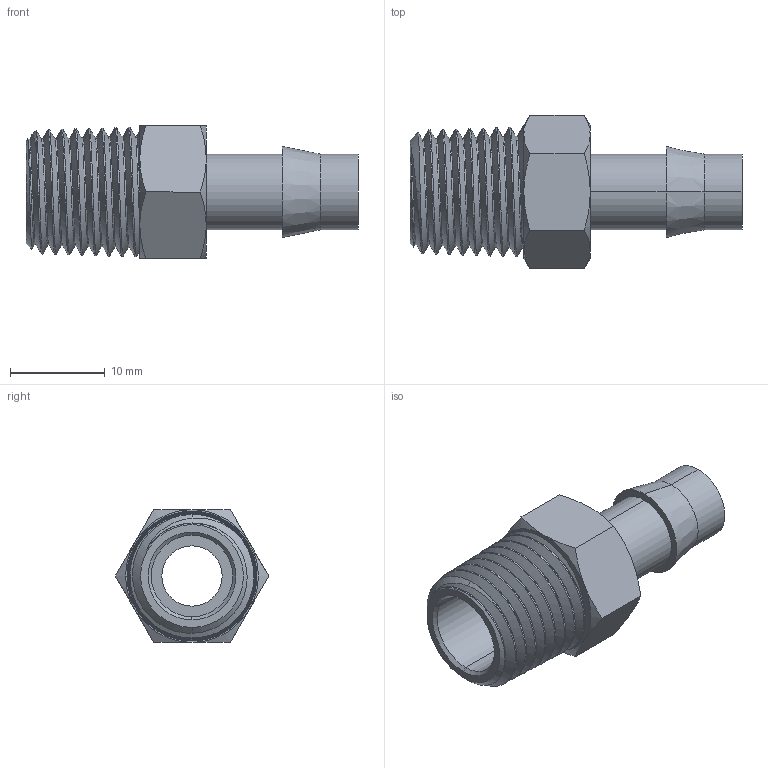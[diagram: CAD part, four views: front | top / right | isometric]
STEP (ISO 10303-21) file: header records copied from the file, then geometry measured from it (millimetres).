
FILE_DESCRIPTION (( 'STEP AP203' ), '1' );
FILE_NAME ('4406T669_Stainless Steel High-Pressure Barbed Tube Fitting.STEP', '2021-07-11T07:29:41', ( 'Administrator' ), ( 'Managed by Terraform' ), 'SwSTEP 2.0', 'SolidWorks 2017', '' );
FILE_SCHEMA (( 'CONFIG_CONTROL_DESIGN' ));
Length unit declared in the file: inch
Products named in the file (1): 4406T669_Stainless Steel High-Pressure Barbed Tube Fitting
Bounding box: 35 x 16.17 x 14 mm (x, y, z)
Volume: 1958 mm3; surface area: 2616.9 mm2
Topology: 1 solids, 1 shells, 58 faces, 220 edges, 168 vertices
Faces by surface type: cone 35, plane 12, cylinder 8, bspline 3
Entity records: 5827 total; most frequent: CARTESIAN_POINT 4104, ORIENTED_EDGE 440, EDGE_CURVE 220, DIRECTION 220, VERTEX_POINT 168, B_SPLINE_CURVE_WITH_KNOTS 148, AXIS2_PLACEMENT_3D 92, EDGE_LOOP 64
